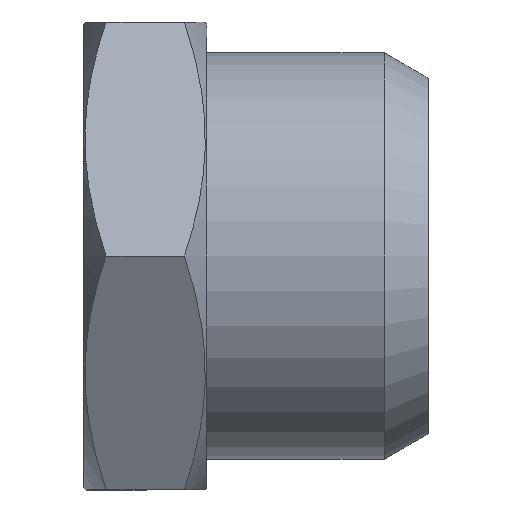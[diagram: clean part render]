
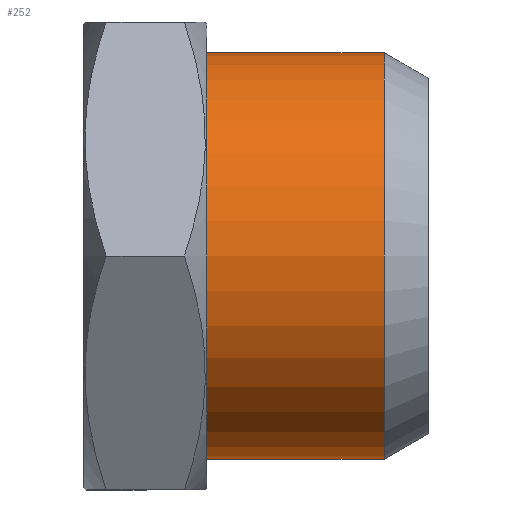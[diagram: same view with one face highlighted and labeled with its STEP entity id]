
A CAD part, left-side view. The second image highlights one B-rep face of the part: STEP entity #252.
In plain terms, the highlighted cylindrical face has radius 8.25 mm (diameter 16.5 mm), a partial arc.
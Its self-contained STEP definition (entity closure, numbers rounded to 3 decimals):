
#11 = EDGE_CURVE ( 'NONE', #231, #216, #261, .T. ) ;
#59 = ORIENTED_EDGE ( 'NONE', *, *, #251, .T. ) ;
#60 = ORIENTED_EDGE ( 'NONE', *, *, #11, .T. ) ;
#61 = ORIENTED_EDGE ( 'NONE', *, *, #62, .F. ) ;
#62 = EDGE_CURVE ( 'NONE', #203, #216, #304, .T. ) ;
#106 = EDGE_CURVE ( 'NONE', #232, #203, #386, .T. ) ;
#203 = VERTEX_POINT ( 'NONE', #748 ) ;
#216 = VERTEX_POINT ( 'NONE', #684 ) ;
#231 = VERTEX_POINT ( 'NONE', #652 ) ;
#232 = VERTEX_POINT ( 'NONE', #651 ) ;
#251 = EDGE_CURVE ( 'NONE', #232, #231, #694, .T. ) ;
#252 = ADVANCED_FACE ( 'NONE', ( #689 ), #686, .T. ) ;
#253 = EDGE_LOOP ( 'NONE', ( #254, #59, #60, #61 ) ) ;
#254 = ORIENTED_EDGE ( 'NONE', *, *, #106, .F. ) ;
#260 = CARTESIAN_POINT ( 'NONE',  ( 0., 17.464, 8.25 ) ) ;
#261 = LINE ( 'NONE', #260, #414 ) ;
#300 = DIRECTION ( 'NONE',  ( 0., 0., 1. ) ) ;
#301 = DIRECTION ( 'NONE',  ( 0., 1., 0. ) ) ;
#302 = CARTESIAN_POINT ( 'NONE',  ( 0., 9., 0. ) ) ;
#303 = AXIS2_PLACEMENT_3D ( 'NONE', #302, #301, #300 ) ;
#304 = CIRCLE ( 'NONE', #303, 8.25 ) ;
#375 = DIRECTION ( 'NONE',  ( 0., 1., 0. ) ) ;
#376 = VECTOR ( 'NONE', #375, 1000. ) ;
#377 = CARTESIAN_POINT ( 'NONE',  ( 0., 17.464, -8.25 ) ) ;
#386 = LINE ( 'NONE', #377, #376 ) ;
#413 = DIRECTION ( 'NONE',  ( 0., 1., 0. ) ) ;
#414 = VECTOR ( 'NONE', #413, 1000. ) ;
#651 = CARTESIAN_POINT ( 'NONE',  ( 0., 1.8, -8.25 ) ) ;
#652 = CARTESIAN_POINT ( 'NONE',  ( 0., 1.8, 8.25 ) ) ;
#684 = CARTESIAN_POINT ( 'NONE',  ( 0., 9., 8.25 ) ) ;
#686 = CYLINDRICAL_SURFACE ( 'NONE', #688, 8.25 ) ;
#687 = CARTESIAN_POINT ( 'NONE',  ( 0., 17.464, 0. ) ) ;
#688 = AXIS2_PLACEMENT_3D ( 'NONE', #687, #739, #738 ) ;
#689 = FACE_OUTER_BOUND ( 'NONE', #253, .T. ) ;
#690 = DIRECTION ( 'NONE',  ( 0., 0., 1. ) ) ;
#691 = DIRECTION ( 'NONE',  ( 0., 1., 0. ) ) ;
#692 = CARTESIAN_POINT ( 'NONE',  ( 0., 1.8, 0. ) ) ;
#693 = AXIS2_PLACEMENT_3D ( 'NONE', #692, #691, #690 ) ;
#694 = CIRCLE ( 'NONE', #693, 8.25 ) ;
#738 = DIRECTION ( 'NONE',  ( 0., 0., 1. ) ) ;
#739 = DIRECTION ( 'NONE',  ( 0., 1., 0. ) ) ;
#748 = CARTESIAN_POINT ( 'NONE',  ( 0., 9., -8.25 ) ) ;
